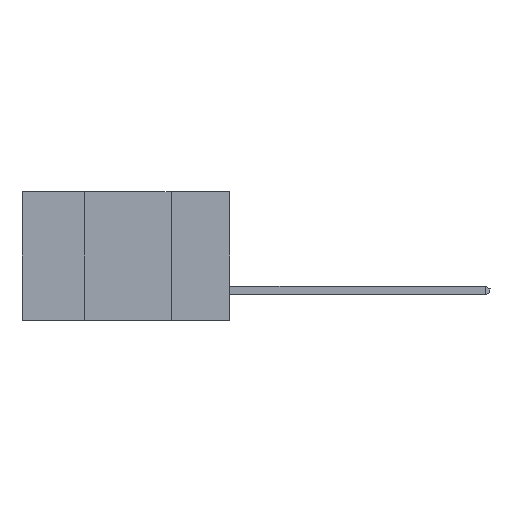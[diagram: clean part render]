
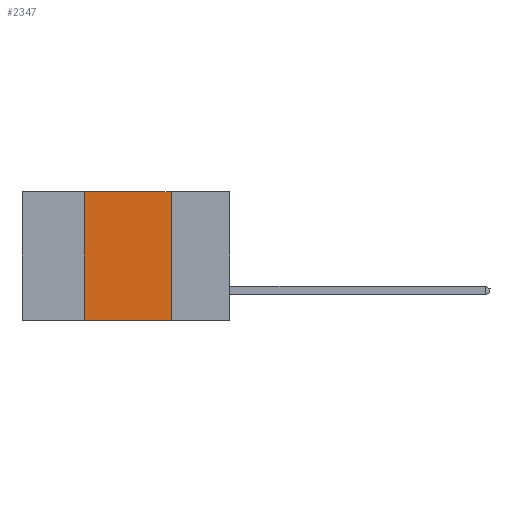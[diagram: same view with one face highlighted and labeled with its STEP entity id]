
A CAD part, left-side view. The second image highlights one B-rep face of the part: STEP entity #2347.
In plain terms, the highlighted planar face has unit normal (-1, 0, 0).
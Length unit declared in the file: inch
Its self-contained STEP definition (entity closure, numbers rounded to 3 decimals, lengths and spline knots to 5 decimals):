
#428 = VERTEX_POINT ( 'NONE', #2028 ) ;
#989 = EDGE_LOOP ( 'NONE', ( #4977, #1801, #4949, #1150 ) ) ;
#1150 = ORIENTED_EDGE ( 'NONE', *, *, #4689, .T. ) ;
#1696 = CARTESIAN_POINT ( 'NONE',  ( 0., 0.17, 0. ) ) ;
#1801 = ORIENTED_EDGE ( 'NONE', *, *, #4950, .F. ) ;
#1818 = DIRECTION ( 'NONE',  ( 0., -1., 0. ) ) ;
#1821 = VERTEX_POINT ( 'NONE', #3671 ) ;
#2028 = CARTESIAN_POINT ( 'NONE',  ( 0., 0.42, -0.37 ) ) ;
#2059 = CARTESIAN_POINT ( 'NONE',  ( 0., 0.17, 0. ) ) ;
#2347 = ADVANCED_FACE ( 'NONE', ( #3260 ), #4451, .F. ) ;
#2784 = CARTESIAN_POINT ( 'NONE',  ( 0., 0.6, 0. ) ) ;
#3260 = FACE_OUTER_BOUND ( 'NONE', #989, .T. ) ;
#3671 = CARTESIAN_POINT ( 'NONE',  ( 0., 0.42, 0. ) ) ;
#4451 = PLANE ( 'NONE',  #8785 ) ;
#4484 = CARTESIAN_POINT ( 'NONE',  ( 0., 0.17, -0.37 ) ) ;
#4689 = EDGE_CURVE ( 'NONE', #428, #6544, #10173, .T. ) ;
#4949 = ORIENTED_EDGE ( 'NONE', *, *, #10583, .F. ) ;
#4950 = EDGE_CURVE ( 'NONE', #1821, #10045, #9493, .T. ) ;
#4977 = ORIENTED_EDGE ( 'NONE', *, *, #9750, .F. ) ;
#5281 = DIRECTION ( 'NONE',  ( 0., -1., 0. ) ) ;
#6013 = DIRECTION ( 'NONE',  ( 0., 0., -1. ) ) ;
#6544 = VERTEX_POINT ( 'NONE', #4484 ) ;
#6672 = DIRECTION ( 'NONE',  ( 0., 0., -1. ) ) ;
#7149 = DIRECTION ( 'NONE',  ( 0., 0., 1. ) ) ;
#7836 = DIRECTION ( 'NONE',  ( 1., 0., 0. ) ) ;
#7871 = CARTESIAN_POINT ( 'NONE',  ( 0., 0.6, 0. ) ) ;
#8224 = LINE ( 'NONE', #8801, #10842 ) ;
#8785 = AXIS2_PLACEMENT_3D ( 'NONE', #7871, #7836, #6013 ) ;
#8801 = CARTESIAN_POINT ( 'NONE',  ( 0., 0.42, 0. ) ) ;
#9245 = VECTOR ( 'NONE', #1818, 39.37008 ) ;
#9429 = LINE ( 'NONE', #1696, #9558 ) ;
#9493 = LINE ( 'NONE', #2784, #9245 ) ;
#9558 = VECTOR ( 'NONE', #6672, 39.37008 ) ;
#9566 = CARTESIAN_POINT ( 'NONE',  ( 0., 0.6, -0.37 ) ) ;
#9750 = EDGE_CURVE ( 'NONE', #10045, #6544, #9429, .T. ) ;
#10045 = VERTEX_POINT ( 'NONE', #2059 ) ;
#10173 = LINE ( 'NONE', #9566, #10440 ) ;
#10440 = VECTOR ( 'NONE', #5281, 39.37008 ) ;
#10583 = EDGE_CURVE ( 'NONE', #428, #1821, #8224, .T. ) ;
#10842 = VECTOR ( 'NONE', #7149, 39.37008 ) ;
